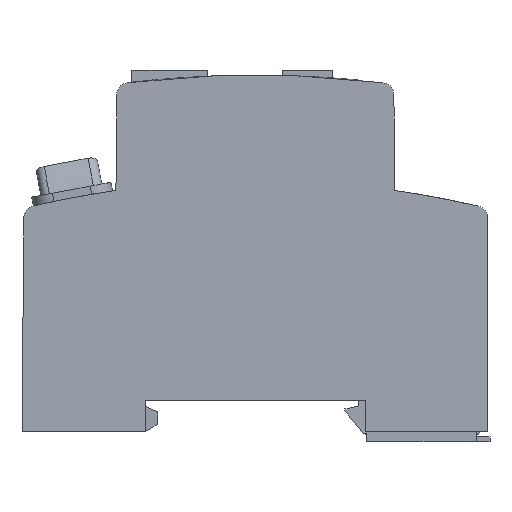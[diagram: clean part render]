
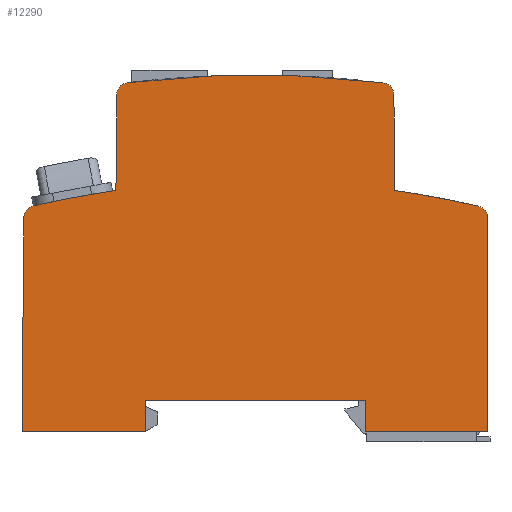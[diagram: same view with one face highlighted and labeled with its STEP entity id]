
A CAD part, left-side view. The second image highlights one B-rep face of the part: STEP entity #12290.
In plain terms, the highlighted face is planar.
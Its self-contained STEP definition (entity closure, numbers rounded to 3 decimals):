
#200=CARTESIAN_POINT('',(46.858,54.948,-20.25));
#210=VERTEX_POINT('',#200);
#240=CARTESIAN_POINT('',(46.861,55.264,-20.25));
#250=DIRECTION('',(-0.009,-1.,
0.));
#260=VECTOR('',#250,1.);
#270=LINE('',#240,#260);
#280=CARTESIAN_POINT('',(46.992,70.373,-20.25));
#290=VERTEX_POINT('',#280);
#300=EDGE_CURVE('',#290,#210,#270,.T.);
#5360=CARTESIAN_POINT('',(69.341,-101.444,-20.25));
#5370=DIRECTION('',(0.,0.,-1.));
#5380=DIRECTION('',(-1.,0.,0.));
#5390=AXIS2_PLACEMENT_3D('',#5360,#5370,#5380);
#5400=CIRCLE('',#5390,175.);
#5410=CARTESIAN_POINT('',(48.757,72.341,-20.25));
#5420=VERTEX_POINT('',#5410);
#5430=CARTESIAN_POINT('',(89.926,72.341,-20.25));
#5440=VERTEX_POINT('',#5430);
#5450=EDGE_CURVE('',#5420,#5440,#5400,.T.);
#7270=CARTESIAN_POINT('',(89.69,70.355,-20.25));
#7280=DIRECTION('',(0.,0.,1.));
#7290=DIRECTION('',(1.,0.,0.));
#7300=AXIS2_PLACEMENT_3D('',#7270,#7280,#7290);
#7310=CIRCLE('',#7300,2.);
#7320=CARTESIAN_POINT('',(91.69,70.373,-20.25));
#7330=VERTEX_POINT('',#7320);
#7340=EDGE_CURVE('',#7330,#5440,#7310,.T.);
#8490=CARTESIAN_POINT('',(48.992,70.355,-20.25));
#8500=DIRECTION('',(0.,0.,1.));
#8510=DIRECTION('',(1.,0.,0.));
#8520=AXIS2_PLACEMENT_3D('',#8490,#8500,#8510);
#8530=CIRCLE('',#8520,2.);
#8540=EDGE_CURVE('',#5420,#290,#8530,.T.);
#11200=CARTESIAN_POINT('',(69.341,23.506,-20.25));
#11210=DIRECTION('',(0.,0.,-1.));
#11220=DIRECTION('',(-1.,0.,0.));
#11230=AXIS2_PLACEMENT_3D('',#11200,#11210,#11220);
#11240=PLANE('',#11230);
#11250=CARTESIAN_POINT('',(69.341,-101.444,-20.25));
#11260=DIRECTION('',(0.,0.,-1.));
#11270=DIRECTION('',(-1.,0.,0.));
#11280=AXIS2_PLACEMENT_3D('',#11250,#11260,#11270);
#11290=CIRCLE('',#11280,158.);
#11300=CARTESIAN_POINT('',(33.386,52.411,
-20.25));
#11310=VERTEX_POINT('',#11300);
#11320=EDGE_CURVE('',#11310,#210,#11290,.T.);
#11330=ORIENTED_EDGE('',*,*,#11320,.T.);
#11340=CARTESIAN_POINT('',(33.841,50.463,
-20.25));
#11350=DIRECTION('',(0.,0.,-1.));
#11360=DIRECTION('',(-1.,0.,0.));
#11370=AXIS2_PLACEMENT_3D('',#11340,#11350,#11360);
#11380=CIRCLE('',#11370,2.);
#11390=CARTESIAN_POINT('',(31.841,50.463,
-20.25));
#11400=VERTEX_POINT('',#11390);
#11410=EDGE_CURVE('',#11400,#11310,#11380,.T.);
#11420=ORIENTED_EDGE('',*,*,#11410,.T.);
#11430=CARTESIAN_POINT('',(31.841,55.264,
-20.25));
#11440=DIRECTION('',(0.,1.,0.));
#11450=VECTOR('',#11440,1.);
#11460=LINE('',#11430,#11450);
#11470=CARTESIAN_POINT('',(31.841,16.056,
-20.25));
#11480=VERTEX_POINT('',#11470);
#11490=EDGE_CURVE('',#11480,#11400,#11460,.T.);
#11500=ORIENTED_EDGE('',*,*,#11490,.T.);
#11510=CARTESIAN_POINT('',(45.021,16.056,-20.25));
#11520=DIRECTION('',(1.,0.,0.));
#11530=VECTOR('',#11520,1.);
#11540=LINE('',#11510,#11530);
#11550=CARTESIAN_POINT('',(51.591,16.056,-20.25));
#11560=VERTEX_POINT('',#11550);
#11570=EDGE_CURVE('',#11480,#11560,#11540,.T.);
#11580=ORIENTED_EDGE('',*,*,#11570,.F.);
#11590=CARTESIAN_POINT('',(51.591,55.264,-20.25));
#11600=DIRECTION('',(0.,-1.,0.));
#11610=VECTOR('',#11600,1.);
#11620=LINE('',#11590,#11610);
#11630=CARTESIAN_POINT('',(51.591,21.056,-20.25));
#11640=VERTEX_POINT('',#11630);
#11650=EDGE_CURVE('',#11640,#11560,#11620,.T.);
#11660=ORIENTED_EDGE('',*,*,#11650,.T.);
#11670=CARTESIAN_POINT('',(45.021,21.056,-20.25));
#11680=DIRECTION('',(1.,0.,0.));
#11690=VECTOR('',#11680,1.);
#11700=LINE('',#11670,#11690);
#11710=CARTESIAN_POINT('',(87.091,21.056,-20.25));
#11720=VERTEX_POINT('',#11710);
#11730=EDGE_CURVE('',#11640,#11720,#11700,.T.);
#11740=ORIENTED_EDGE('',*,*,#11730,.F.);
#11750=CARTESIAN_POINT('',(87.091,55.264,-20.25));
#11760=DIRECTION('',(0.,-1.,0.));
#11770=VECTOR('',#11760,1.);
#11780=LINE('',#11750,#11770);
#11790=CARTESIAN_POINT('',(87.091,16.056,-20.25));
#11800=VERTEX_POINT('',#11790);
#11810=EDGE_CURVE('',#11720,#11800,#11780,.T.);
#11820=ORIENTED_EDGE('',*,*,#11810,.F.);
#11830=CARTESIAN_POINT('',(45.021,16.056,-20.25));
#11840=DIRECTION('',(1.,0.,0.));
#11850=VECTOR('',#11840,1.);
#11860=LINE('',#11830,#11850);
#11870=CARTESIAN_POINT('',(106.975,16.056,-20.25));
#11880=VERTEX_POINT('',#11870);
#11890=EDGE_CURVE('',#11800,#11880,#11860,.T.);
#11900=ORIENTED_EDGE('',*,*,#11890,.F.);
#11910=CARTESIAN_POINT('',(106.633,55.264,-20.25));
#11920=DIRECTION('',(0.009,-1.,
0.));
#11930=VECTOR('',#11920,1.);
#11940=LINE('',#11910,#11930);
#11950=CARTESIAN_POINT('',(106.674,50.52,-20.25));
#11960=VERTEX_POINT('',#11950);
#11970=EDGE_CURVE('',#11960,#11880,#11940,.T.);
#11980=ORIENTED_EDGE('',*,*,#11970,.T.);
#11990=CARTESIAN_POINT('',(104.674,50.502,-20.25));
#12000=DIRECTION('',(0.,0.,-1.));
#12010=DIRECTION('',(-1.,0.,0.));
#12020=AXIS2_PLACEMENT_3D('',#11990,#12000,#12010);
#12030=CIRCLE('',#12020,2.);
#12040=CARTESIAN_POINT('',(105.127,52.45,-20.25));
#12050=VERTEX_POINT('',#12040);
#12060=EDGE_CURVE('',#12050,#11960,#12030,.T.);
#12070=ORIENTED_EDGE('',*,*,#12060,.T.);
#12080=CARTESIAN_POINT('',(69.341,-101.444,-20.25));
#12090=DIRECTION('',(0.,0.,-1.));
#12100=DIRECTION('',(-1.,0.,0.));
#12110=AXIS2_PLACEMENT_3D('',#12080,#12090,#12100);
#12120=CIRCLE('',#12110,158.);
#12130=CARTESIAN_POINT('',(91.825,54.948,-20.25));
#12140=VERTEX_POINT('',#12130);
#12150=EDGE_CURVE('',#12140,#12050,#12120,.T.);
#12160=ORIENTED_EDGE('',*,*,#12150,.T.);
#12170=CARTESIAN_POINT('',(91.822,55.264,-20.25));
#12180=DIRECTION('',(-0.009,1.,
0.));
#12190=VECTOR('',#12180,1.);
#12200=LINE('',#12170,#12190);
#12210=EDGE_CURVE('',#12140,#7330,#12200,.T.);
#12220=ORIENTED_EDGE('',*,*,#12210,.F.);
#12230=ORIENTED_EDGE('',*,*,#7340,.F.);
#12240=ORIENTED_EDGE('',*,*,#5450,.T.);
#12250=ORIENTED_EDGE('',*,*,#8540,.F.);
#12260=ORIENTED_EDGE('',*,*,#300,.F.);
#12270=EDGE_LOOP('',(#12260,#12250,#12240,#12230,#12220,#12160,#12070,
#11980,#11900,#11820,#11740,#11660,#11580,#11500,#11420,#11330));
#12280=FACE_OUTER_BOUND('',#12270,.T.);
#12290=ADVANCED_FACE('',(#12280),#11240,.T.);
